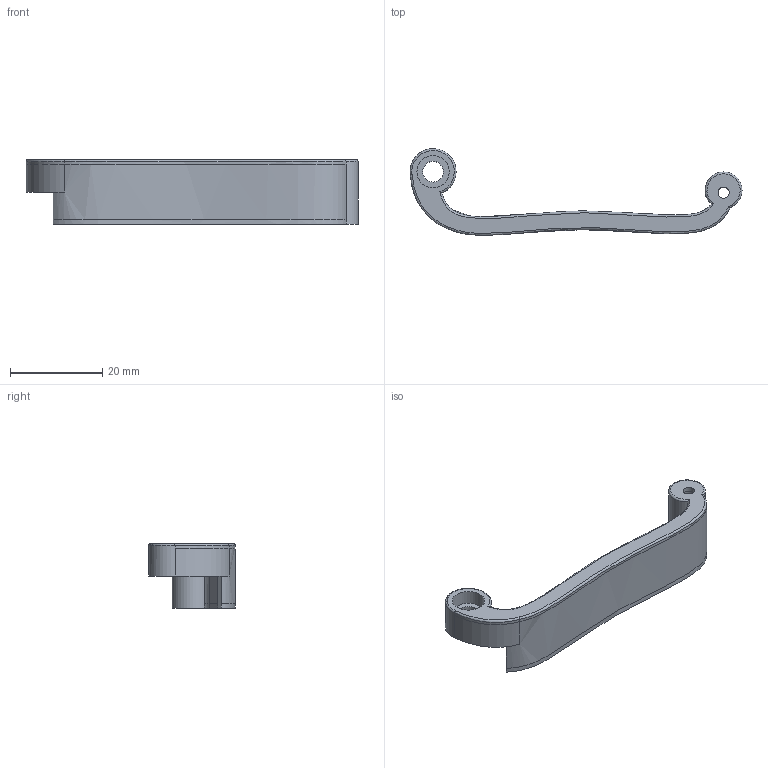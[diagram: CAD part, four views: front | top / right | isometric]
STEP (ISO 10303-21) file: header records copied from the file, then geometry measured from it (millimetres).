
FILE_DESCRIPTION(/* description */ ('STEP AP242 Edition 2','CAx-IF Rec.Pracs.---Representation and Presentation of Product Manufacturing Information (PMI)---4.0---2014-10-13','CAx-IF Rec.Pracs.---3D Tessellated Geometry---0.4---2014-09-14','2;1','CAx-IF Rec.Pracs.---User Defined Attributes---1.5---2016-08-15'),/* implementation_level */ '2;1');
FILE_NAME(/* name */ '69838bc13f3523034a79ca2b',/* time_stamp */ '2026-02-04T18:11:14Z',/* author */ (''),/* organization */ (''),/* preprocessor_version */ 'ST-DEVELOPER v20',/* originating_system */ 'ONSHAPE BY PTC INC, 1.210',/* authorisation */ ' ');
FILE_SCHEMA (('AP242_MANAGED_MODEL_BASED_3D_ENGINEERING_MIM_LF { 1 0 10303 442 3 1 4 }'));
Length unit declared in the file: metre
Products named in the file (2): Insulator B; Conductor B
Bounding box: 72 x 18.78 x 14 mm (x, y, z)
Volume: 4700.2 mm3; surface area: 6225.2 mm2
Topology: 2 solids, 2 shells, 42 faces, 102 edges, 64 vertices
Faces by surface type: plane 17, bspline 13, cylinder 10, torus 2
Full cylindrical faces by diameter (mm): 2.4 x3, 4.5 x1, 7 x1
Entity records: 2335 total; most frequent: CARTESIAN_POINT 1400, ORIENTED_EDGE 192, DIRECTION 148, EDGE_CURVE 96, VERTEX_POINT 64, EDGE_LOOP 56, FACE_BOUND 56, AXIS2_PLACEMENT_3D 54
